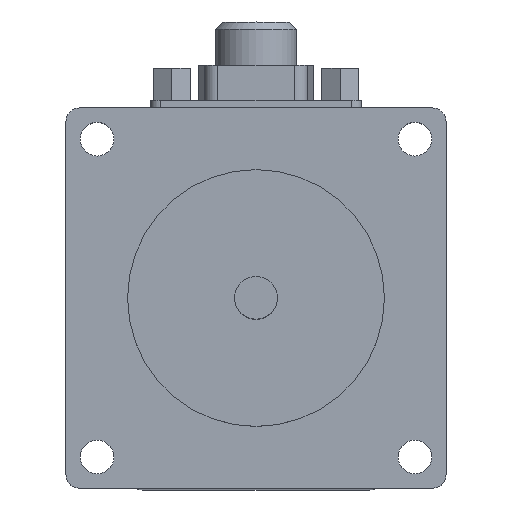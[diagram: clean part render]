
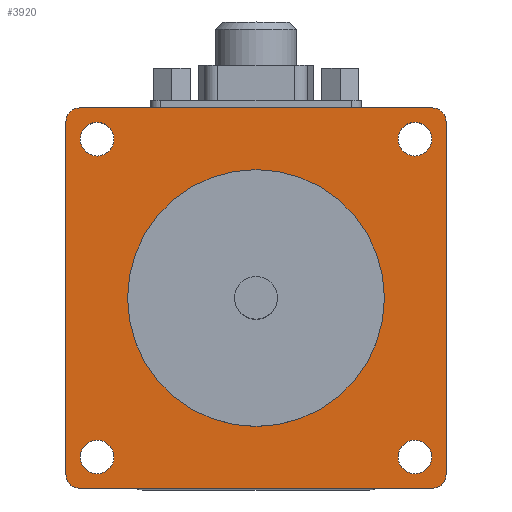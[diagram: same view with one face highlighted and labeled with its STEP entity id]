
A CAD part, top view. The second image highlights one B-rep face of the part: STEP entity #3920.
In plain terms, the highlighted planar face has unit normal (0, 0, 1).
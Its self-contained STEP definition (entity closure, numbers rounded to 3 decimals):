
#178=LINE('',#5491,#420);
#188=LINE('',#5515,#430);
#197=LINE('',#5536,#439);
#216=LINE('',#5597,#458);
#420=VECTOR('',#4580,1000.);
#430=VECTOR('',#4598,1000.);
#439=VECTOR('',#4615,1000.);
#458=VECTOR('',#4662,1000.);
#805=ORIENTED_EDGE('',*,*,#1524,.F.);
#806=ORIENTED_EDGE('',*,*,#1525,.F.);
#807=ORIENTED_EDGE('',*,*,#1526,.F.);
#808=ORIENTED_EDGE('',*,*,#1527,.F.);
#809=ORIENTED_EDGE('',*,*,#1457,.F.);
#810=ORIENTED_EDGE('',*,*,#1463,.T.);
#811=ORIENTED_EDGE('',*,*,#1471,.T.);
#812=ORIENTED_EDGE('',*,*,#1475,.T.);
#813=ORIENTED_EDGE('',*,*,#1482,.T.);
#814=ORIENTED_EDGE('',*,*,#1486,.T.);
#815=ORIENTED_EDGE('',*,*,#1493,.T.);
#816=ORIENTED_EDGE('',*,*,#1517,.T.);
#817=ORIENTED_EDGE('',*,*,#1523,.T.);
#1457=EDGE_CURVE('',#1824,#1824,#2029,.T.);
#1463=EDGE_CURVE('',#1831,#1830,#178,.T.);
#1471=EDGE_CURVE('',#1830,#1836,#2033,.T.);
#1475=EDGE_CURVE('',#1836,#1840,#188,.T.);
#1482=EDGE_CURVE('',#1840,#1844,#2035,.T.);
#1486=EDGE_CURVE('',#1844,#1848,#197,.T.);
#1493=EDGE_CURVE('',#1848,#1852,#2037,.T.);
#1517=EDGE_CURVE('',#1852,#1876,#216,.T.);
#1523=EDGE_CURVE('',#1876,#1831,#2049,.T.);
#1524=EDGE_CURVE('',#1879,#1879,#2050,.T.);
#1525=EDGE_CURVE('',#1880,#1880,#2051,.T.);
#1526=EDGE_CURVE('',#1881,#1881,#2052,.T.);
#1527=EDGE_CURVE('',#1882,#1882,#2053,.T.);
#1824=VERTEX_POINT('',#5475);
#1830=VERTEX_POINT('',#5490);
#1831=VERTEX_POINT('',#5492);
#1836=VERTEX_POINT('',#5505);
#1840=VERTEX_POINT('',#5514);
#1844=VERTEX_POINT('',#5526);
#1848=VERTEX_POINT('',#5535);
#1852=VERTEX_POINT('',#5547);
#1876=VERTEX_POINT('',#5596);
#1879=VERTEX_POINT('',#5609);
#1880=VERTEX_POINT('',#5611);
#1881=VERTEX_POINT('',#5613);
#1882=VERTEX_POINT('',#5615);
#2029=CIRCLE('',#4115,19.05);
#2033=CIRCLE('',#4124,2.);
#2035=CIRCLE('',#4128,2.);
#2037=CIRCLE('',#4132,2.);
#2049=CIRCLE('',#4146,2.);
#2050=CIRCLE('',#4148,2.5);
#2051=CIRCLE('',#4149,2.5);
#2052=CIRCLE('',#4150,2.5);
#2053=CIRCLE('',#4151,2.5);
#2179=EDGE_LOOP('',(#805));
#2180=EDGE_LOOP('',(#806));
#2181=EDGE_LOOP('',(#807));
#2182=EDGE_LOOP('',(#808));
#2183=EDGE_LOOP('',(#809));
#2184=EDGE_LOOP('',(#810,#811,#812,#813,#814,#815,#816,#817));
#2413=FACE_BOUND('',#2179,.T.);
#2414=FACE_BOUND('',#2180,.T.);
#2415=FACE_BOUND('',#2181,.T.);
#2416=FACE_BOUND('',#2182,.T.);
#2417=FACE_BOUND('',#2183,.T.);
#2418=FACE_BOUND('',#2184,.T.);
#2623=PLANE('',#4147);
#3920=ADVANCED_FACE('',(#2413,#2414,#2415,#2416,#2417,#2418),#2623,.T.);
#4115=AXIS2_PLACEMENT_3D('',#5474,#4563,#4564);
#4124=AXIS2_PLACEMENT_3D('',#5506,#4591,#4592);
#4128=AXIS2_PLACEMENT_3D('',#5527,#4608,#4609);
#4132=AXIS2_PLACEMENT_3D('',#5548,#4625,#4626);
#4146=AXIS2_PLACEMENT_3D('',#5606,#4671,#4672);
#4147=AXIS2_PLACEMENT_3D('',#5607,#4673,#4674);
#4148=AXIS2_PLACEMENT_3D('',#5608,#4675,#4676);
#4149=AXIS2_PLACEMENT_3D('',#5610,#4677,#4678);
#4150=AXIS2_PLACEMENT_3D('',#5612,#4679,#4680);
#4151=AXIS2_PLACEMENT_3D('',#5614,#4681,#4682);
#4563=DIRECTION('',(0.,0.,1.));
#4564=DIRECTION('',(1.,0.,0.));
#4580=DIRECTION('',(0.,-1.,0.));
#4591=DIRECTION('',(0.,0.,1.));
#4592=DIRECTION('',(1.,0.,0.));
#4598=DIRECTION('',(1.,0.,0.));
#4608=DIRECTION('',(0.,0.,1.));
#4609=DIRECTION('',(1.,0.,0.));
#4615=DIRECTION('',(0.,1.,0.));
#4625=DIRECTION('',(0.,0.,1.));
#4626=DIRECTION('',(1.,0.,0.));
#4662=DIRECTION('',(-1.,0.,0.));
#4671=DIRECTION('',(0.,0.,1.));
#4672=DIRECTION('',(1.,0.,0.));
#4673=DIRECTION('',(0.,0.,1.));
#4674=DIRECTION('',(1.,0.,0.));
#4675=DIRECTION('',(0.,0.,1.));
#4676=DIRECTION('',(1.,0.,0.));
#4677=DIRECTION('',(0.,0.,1.));
#4678=DIRECTION('',(1.,0.,0.));
#4679=DIRECTION('',(0.,0.,1.));
#4680=DIRECTION('',(1.,0.,0.));
#4681=DIRECTION('',(0.,0.,1.));
#4682=DIRECTION('',(1.,0.,0.));
#5474=CARTESIAN_POINT('',(0.,0.,0.));
#5475=CARTESIAN_POINT('',(19.05,0.,0.));
#5490=CARTESIAN_POINT('',(-28.2,-26.2,0.));
#5491=CARTESIAN_POINT('',(-28.2,26.2,0.));
#5492=CARTESIAN_POINT('',(-28.2,26.2,0.));
#5505=CARTESIAN_POINT('',(-26.2,-28.2,0.));
#5506=CARTESIAN_POINT('',(-26.2,-26.2,0.));
#5514=CARTESIAN_POINT('',(26.2,-28.2,0.));
#5515=CARTESIAN_POINT('',(-26.2,-28.2,0.));
#5526=CARTESIAN_POINT('',(28.2,-26.2,0.));
#5527=CARTESIAN_POINT('',(26.2,-26.2,0.));
#5535=CARTESIAN_POINT('',(28.2,26.2,0.));
#5536=CARTESIAN_POINT('',(28.2,-26.2,0.));
#5547=CARTESIAN_POINT('',(26.2,28.2,0.));
#5548=CARTESIAN_POINT('',(26.2,26.2,0.));
#5596=CARTESIAN_POINT('',(-26.2,28.2,0.));
#5597=CARTESIAN_POINT('',(26.2,28.2,0.));
#5606=CARTESIAN_POINT('',(-26.2,26.2,0.));
#5607=CARTESIAN_POINT('',(-26.2,-26.2,0.));
#5608=CARTESIAN_POINT('',(-23.57,23.57,0.));
#5609=CARTESIAN_POINT('',(-21.07,23.57,0.));
#5610=CARTESIAN_POINT('',(-23.57,-23.57,0.));
#5611=CARTESIAN_POINT('',(-21.07,-23.57,0.));
#5612=CARTESIAN_POINT('',(23.57,23.57,0.));
#5613=CARTESIAN_POINT('',(26.07,23.57,0.));
#5614=CARTESIAN_POINT('',(23.57,-23.57,0.));
#5615=CARTESIAN_POINT('',(26.07,-23.57,0.));
